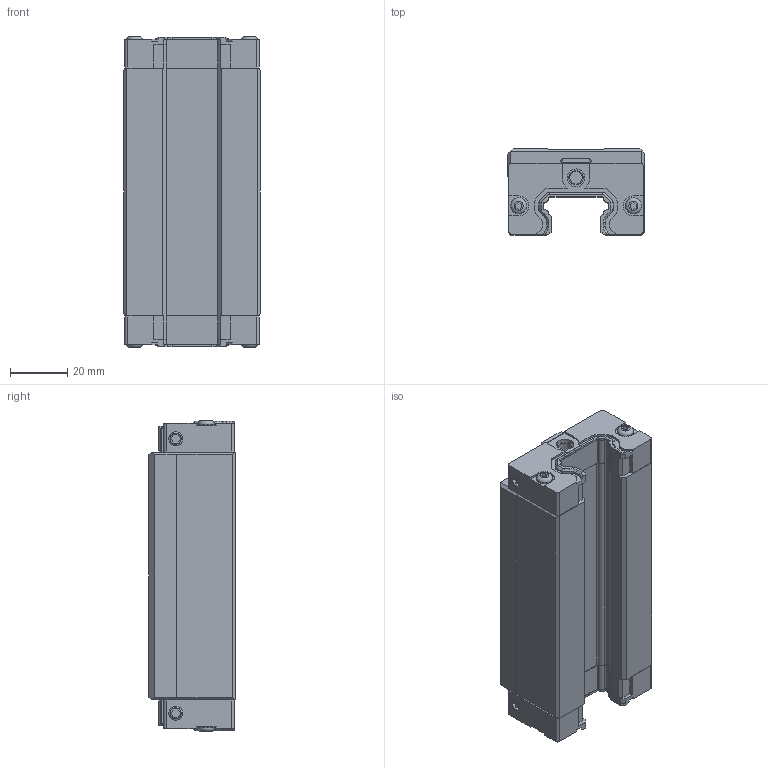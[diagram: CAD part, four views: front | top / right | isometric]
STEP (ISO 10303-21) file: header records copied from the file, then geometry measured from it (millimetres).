
FILE_DESCRIPTION(/* description */ ('Vozík'),/* implementation_level */ '2;1');
FILE_NAME(/* name */ 'LGBCX 25 BE SS N Z1-N.stp',/* time_stamp */ '2022-08-16T09:19:19+02:00',/* author */ ('konstrukce'),/* organization */ ('NTNAUTOMATION'),/* preprocessor_version */ 'ST-DEVELOPER v18.1',/* originating_system */ 'Autodesk Inventor 2022',/* authorisation */ '');
FILE_SCHEMA (('AUTOMOTIVE_DESIGN { 1 0 10303 214 3 1 1 }'));
Length unit declared in the file: millimetre
Products named in the file (1): LGBCX 25 BE SS N Z1-N
Bounding box: 48 x 30.2 x 109 mm (x, y, z)
Volume: 117557.3 mm3; surface area: 23643.2 mm2
Topology: 1 solids, 1 shells, 496 faces, 1330 edges, 862 vertices
Faces by surface type: plane 324, cylinder 136, cone 32, torus 4
Full cylindrical faces by diameter (mm): 2.5 x2, 4.4 x2, 5 x8, 5.7 x4, 6 x4, 6.2 x2, 8 x2
Entity records: 15548 total; most frequent: CARTESIAN_POINT 2685, ORIENTED_EDGE 2652, DIRECTION 2644, EDGE_CURVE 1326, LINE 1002, VECTOR 1002, VERTEX_POINT 862, AXIS2_PLACEMENT_3D 821
